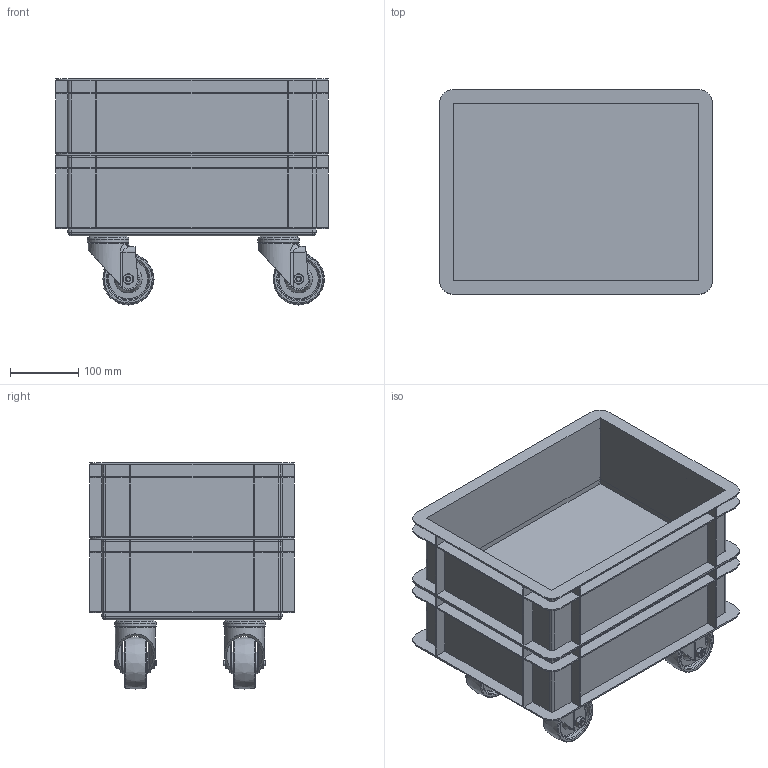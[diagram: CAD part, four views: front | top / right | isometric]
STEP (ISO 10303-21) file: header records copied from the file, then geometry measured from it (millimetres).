
FILE_DESCRIPTION(/* description */ (''),/* implementation_level */ '2;1');
FILE_NAME(/* name */ '',/* time_stamp */ '2024-02-14T17:38:51+01:00',/* author */ (''),/* organization */ (''),/* preprocessor_version */ 'ST-DEVELOPER v20',/* originating_system */ 'Autodesk Translation Framework v12.20.1.177',/* authorisation */ '');
FILE_SCHEMA (('AUTOMOTIVE_DESIGN { 1 0 10303 214 3 1 1 }'));
Length unit declared in the file: millimetre
Products named in the file (7): 2xWheel_PlasticBox_400х300; wheel-pallet; wheel-pallet_1; wheel-pallet_2; wheel-pallet_3; 9795T42_Swivel Caster; PlasticBox_400х300
Assembly tree (9 placements, depth 3):
  2xWheel_PlasticBox_400х300
    wheel-pallet
      9795T42_Swivel Caster
    wheel-pallet_1
      9795T42_Swivel Caster
    wheel-pallet_2
      9795T42_Swivel Caster
    wheel-pallet_3
      9795T42_Swivel Caster
    PlasticBox_400х300
Bounding box: 400 x 300 x 331.6 mm (x, y, z)
Volume: 1999342.2 mm3; surface area: 1495292.3 mm2
Topology: 10 solids, 10 shells, 716 faces, 1688 edges, 1056 vertices
Faces by surface type: plane 348, cylinder 136, cone 120, torus 52, bspline 52, sphere 8
Full cylindrical faces by diameter (mm): 8.166 x12, 12.7 x4, 25.4 x4, 31.75 x8, 60.757 x4
Entity records: 12786 total; most frequent: CARTESIAN_POINT 3450, ORIENTED_EDGE 1924, DIRECTION 1890, EDGE_CURVE 962, LINE 660, VECTOR 660, VERTEX_POINT 618, AXIS2_PLACEMENT_3D 615
